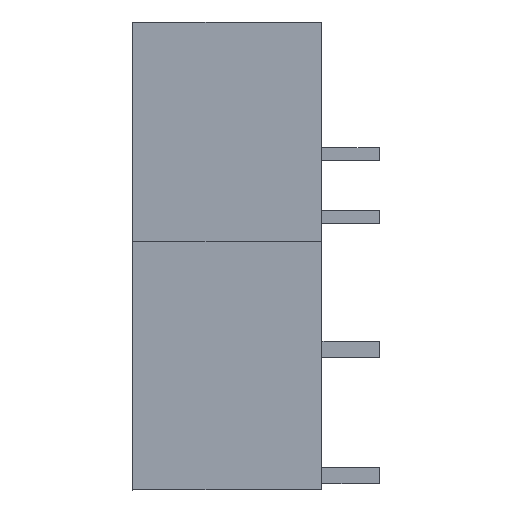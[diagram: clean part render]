
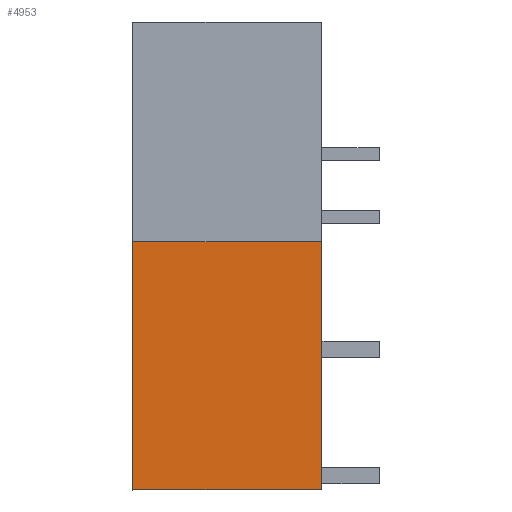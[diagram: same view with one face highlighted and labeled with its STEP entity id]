
A CAD part, left-side view. The second image highlights one B-rep face of the part: STEP entity #4953.
In plain terms, the highlighted planar face has unit normal (-1, 0, 0).
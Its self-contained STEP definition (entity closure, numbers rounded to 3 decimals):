
#4940=AXIS2_PLACEMENT_3D('Plane Axis2P3D',#4937,#4938,#4939) ;
#480=CARTESIAN_POINT('Vertex',(8.59,3.5,15.)) ;
#483=CARTESIAN_POINT('Line Origine',(8.59,3.5,7.5)) ;
#487=CARTESIAN_POINT('Vertex',(8.59,3.5,0.)) ;
#2155=CARTESIAN_POINT('Vertex',(8.59,14.9,0.)) ;
#2158=CARTESIAN_POINT('Line Origine',(8.59,14.9,7.5)) ;
#2162=CARTESIAN_POINT('Vertex',(8.59,14.9,15.)) ;
#4893=CARTESIAN_POINT('Line Origine',(8.59,9.2,15.)) ;
#4937=CARTESIAN_POINT('Axis2P3D Location',(8.59,3.6,12.5)) ;
#4942=CARTESIAN_POINT('Line Origine',(8.59,9.2,0.)) ;
#484=DIRECTION('Vector Direction',(0.,0.,-1.)) ;
#2159=DIRECTION('Vector Direction',(0.,0.,-1.)) ;
#4894=DIRECTION('Vector Direction',(0.,1.,0.)) ;
#4938=DIRECTION('Axis2P3D Direction',(1.,0.,0.)) ;
#4939=DIRECTION('Axis2P3D XDirection',(0.,1.,0.)) ;
#4943=DIRECTION('Vector Direction',(0.,1.,0.)) ;
#485=VECTOR('Line Direction',#484,1.) ;
#2160=VECTOR('Line Direction',#2159,1.) ;
#4895=VECTOR('Line Direction',#4894,1.) ;
#4944=VECTOR('Line Direction',#4943,1.) ;
#4948=ORIENTED_EDGE('',*,*,#4946,.F.) ;
#4949=ORIENTED_EDGE('',*,*,#489,.F.) ;
#4950=ORIENTED_EDGE('',*,*,#4897,.T.) ;
#4951=ORIENTED_EDGE('',*,*,#2164,.T.) ;
#4953=ADVANCED_FACE('HOUSING',(#4952),#4941,.F.) ;
#489=EDGE_CURVE('',#481,#488,#486,.T.) ;
#2164=EDGE_CURVE('',#2163,#2156,#2161,.T.) ;
#4897=EDGE_CURVE('',#481,#2163,#4896,.T.) ;
#4946=EDGE_CURVE('',#488,#2156,#4945,.T.) ;
#4947=EDGE_LOOP('',(#4948,#4949,#4950,#4951)) ;
#4952=FACE_OUTER_BOUND('',#4947,.T.) ;
#486=LINE('Line',#483,#485) ;
#2161=LINE('Line',#2158,#2160) ;
#4896=LINE('Line',#4893,#4895) ;
#4945=LINE('Line',#4942,#4944) ;
#4941=PLANE('',#4940) ;
#481=VERTEX_POINT('',#480) ;
#488=VERTEX_POINT('',#487) ;
#2156=VERTEX_POINT('',#2155) ;
#2163=VERTEX_POINT('',#2162) ;
